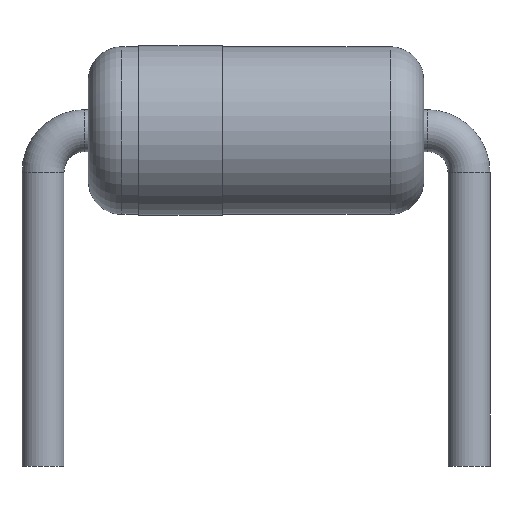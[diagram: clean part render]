
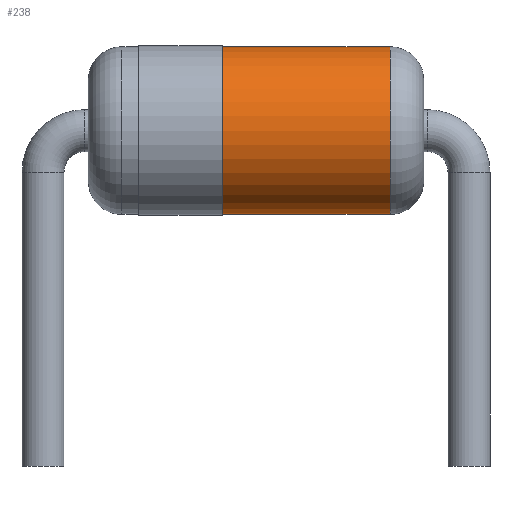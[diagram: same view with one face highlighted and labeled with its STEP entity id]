
A CAD part, front view. The second image highlights one B-rep face of the part: STEP entity #238.
In plain terms, the highlighted cylindrical face has radius 1 mm (diameter 2 mm), a full revolution.
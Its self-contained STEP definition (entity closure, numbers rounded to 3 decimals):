
#26=LINE('',#431,#32);
#32=VECTOR('',#355,1.);
#38=CYLINDRICAL_SURFACE('',#284,1.);
#68=FACE_OUTER_BOUND('',#88,.T.);
#88=EDGE_LOOP('',(#195,#196,#197,#198));
#107=CIRCLE('',#281,1.);
#109=CIRCLE('',#285,1.);
#128=VERTEX_POINT('',#422);
#130=VERTEX_POINT('',#429);
#150=EDGE_CURVE('',#128,#128,#107,.T.);
#153=EDGE_CURVE('',#130,#130,#109,.T.);
#154=EDGE_CURVE('',#130,#128,#26,.T.);
#195=ORIENTED_EDGE('',*,*,#153,.F.);
#196=ORIENTED_EDGE('',*,*,#154,.T.);
#197=ORIENTED_EDGE('',*,*,#150,.T.);
#198=ORIENTED_EDGE('',*,*,#154,.F.);
#238=ADVANCED_FACE('',(#68),#38,.T.);
#281=AXIS2_PLACEMENT_3D('',#423,#344,#345);
#284=AXIS2_PLACEMENT_3D('',#428,#351,#352);
#285=AXIS2_PLACEMENT_3D('',#430,#353,#354);
#344=DIRECTION('center_axis',(1.,0.,0.));
#345=DIRECTION('ref_axis',(0.,0.,1.));
#351=DIRECTION('center_axis',(1.,0.,0.));
#352=DIRECTION('ref_axis',(0.,0.,1.));
#353=DIRECTION('center_axis',(1.,0.,0.));
#354=DIRECTION('ref_axis',(0.,0.,1.));
#355=DIRECTION('',(-1.,0.,0.));
#422=CARTESIAN_POINT('',(4.68,0.,0.5));
#423=CARTESIAN_POINT('Origin',(4.68,0.,1.5));
#428=CARTESIAN_POINT('Origin',(3.08,0.,1.5));
#429=CARTESIAN_POINT('',(6.68,0.,0.5));
#430=CARTESIAN_POINT('Origin',(6.68,0.,1.5));
#431=CARTESIAN_POINT('',(3.08,0.,0.5));
